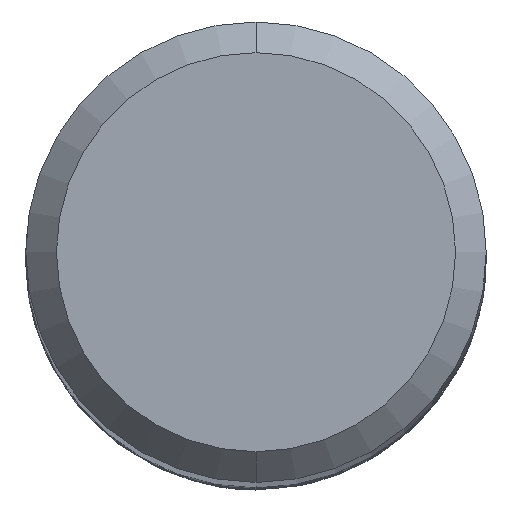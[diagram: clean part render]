
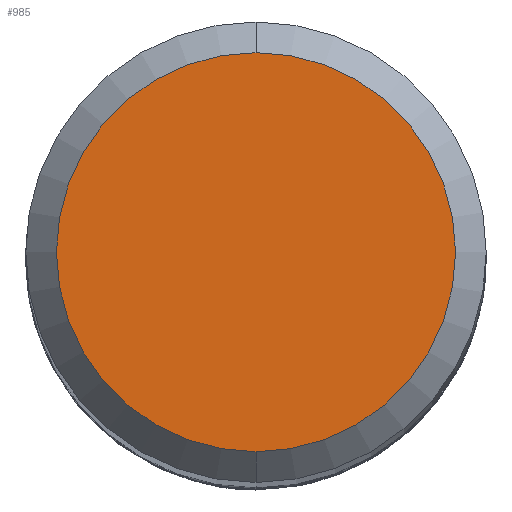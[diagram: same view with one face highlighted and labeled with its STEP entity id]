
A CAD part, top view. The second image highlights one B-rep face of the part: STEP entity #985.
In plain terms, the highlighted planar face has unit normal (0, 0, 1).
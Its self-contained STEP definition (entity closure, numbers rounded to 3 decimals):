
#985=ADVANCED_FACE('',(#2436),#2437,.T.);
#995=EDGE_CURVE('',#1087,#1697,#2447,.T.);
#1087=VERTEX_POINT('',#2549);
#1613=EDGE_CURVE('',#1697,#1087,#3135,.T.);
#1697=VERTEX_POINT('',#3222);
#2436=FACE_OUTER_BOUND('',#5623,.T.);
#2437=PLANE('',#5624);
#2447=CIRCLE('',#5647,2.6);
#2549=CARTESIAN_POINT('',(0.0,2.6,0.0));
#3135=CIRCLE('',#12771,2.6);
#3222=CARTESIAN_POINT('',(0.,-2.6,0.0));
#5623=EDGE_LOOP('',(#18288,#18289));
#5624=AXIS2_PLACEMENT_3D('',#18290,#18291,#18292);
#5647=AXIS2_PLACEMENT_3D('',#18294,#18295,#18296);
#12771=AXIS2_PLACEMENT_3D('',#18996,#18997,#18998);
#18288=ORIENTED_EDGE('',*,*,#995,.F.);
#18289=ORIENTED_EDGE('',*,*,#1613,.F.);
#18290=CARTESIAN_POINT('',(0.0,1.3,0.0));
#18291=DIRECTION('',(-0.0,0.0,1.0));
#18292=DIRECTION('',(0.0,-1.0,0.0));
#18294=CARTESIAN_POINT('',(0.0,0.0,0.0));
#18295=DIRECTION('',(0.0,0.0,-1.0));
#18296=DIRECTION('',(0.0,1.0,0.0));
#18996=CARTESIAN_POINT('',(0.0,0.0,0.0));
#18997=DIRECTION('',(0.0,0.0,-1.0));
#18998=DIRECTION('',(0.0,1.0,0.0));
